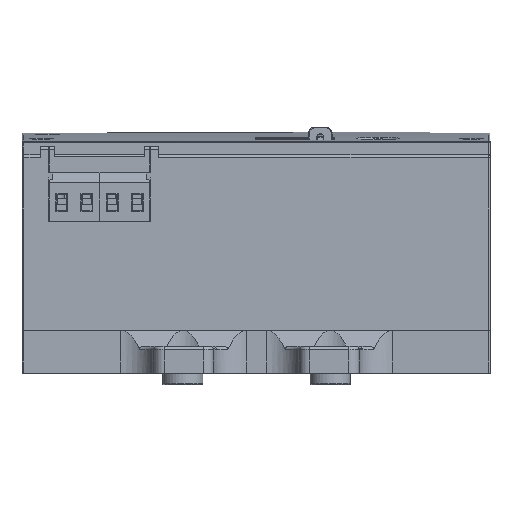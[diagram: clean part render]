
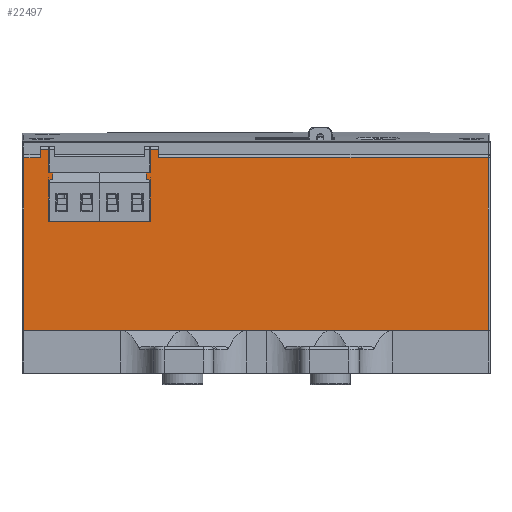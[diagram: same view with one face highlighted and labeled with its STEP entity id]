
A CAD part, front view. The second image highlights one B-rep face of the part: STEP entity #22497.
In plain terms, the highlighted planar face has unit normal (0, -1, 0).
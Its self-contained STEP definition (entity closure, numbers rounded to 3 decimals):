
#22497=ADVANCED_FACE('',(#26477),#25005,.F.);
#25005=PLANE('',#65580);
#26477=FACE_OUTER_BOUND('',#28986,.T.);
#28986=EDGE_LOOP('',(#33822,#33823,#33824,#33825,#33826,#33827,#33828,#33829,
#33830,#33831,#33832,#33833,#33834,#33835,#33836,#33837,#33838,#33839,#33840,
#33841));
#33822=ORIENTED_EDGE('',*,*,#51160,.T.);
#33823=ORIENTED_EDGE('',*,*,#51174,.T.);
#33824=ORIENTED_EDGE('',*,*,#51175,.F.);
#33825=ORIENTED_EDGE('',*,*,#51176,.T.);
#33826=ORIENTED_EDGE('',*,*,#51177,.F.);
#33827=ORIENTED_EDGE('',*,*,#51178,.F.);
#33828=ORIENTED_EDGE('',*,*,#51179,.F.);
#33829=ORIENTED_EDGE('',*,*,#51180,.T.);
#33830=ORIENTED_EDGE('',*,*,#50198,.F.);
#33831=ORIENTED_EDGE('',*,*,#50847,.T.);
#33832=ORIENTED_EDGE('',*,*,#50339,.F.);
#33833=ORIENTED_EDGE('',*,*,#51181,.T.);
#33834=ORIENTED_EDGE('',*,*,#51182,.T.);
#33835=ORIENTED_EDGE('',*,*,#51183,.T.);
#33836=ORIENTED_EDGE('',*,*,#51184,.F.);
#33837=ORIENTED_EDGE('',*,*,#51185,.T.);
#33838=ORIENTED_EDGE('',*,*,#51186,.T.);
#33839=ORIENTED_EDGE('',*,*,#51187,.T.);
#33840=ORIENTED_EDGE('',*,*,#51158,.T.);
#33841=ORIENTED_EDGE('',*,*,#51188,.F.);
#45586=VERTEX_POINT('',#84098);
#45587=VERTEX_POINT('',#84100);
#45710=VERTEX_POINT('',#84420);
#45712=VERTEX_POINT('',#84423);
#46368=VERTEX_POINT('',#86204);
#46370=VERTEX_POINT('',#86208);
#46371=VERTEX_POINT('',#86212);
#46372=VERTEX_POINT('',#86214);
#46382=VERTEX_POINT('',#86243);
#46383=VERTEX_POINT('',#86245);
#46384=VERTEX_POINT('',#86247);
#46385=VERTEX_POINT('',#86249);
#46386=VERTEX_POINT('',#86251);
#46387=VERTEX_POINT('',#86253);
#46388=VERTEX_POINT('',#86256);
#46389=VERTEX_POINT('',#86258);
#46390=VERTEX_POINT('',#86260);
#46391=VERTEX_POINT('',#86262);
#46392=VERTEX_POINT('',#86264);
#46393=VERTEX_POINT('',#86266);
#50198=EDGE_CURVE('',#45586,#45587,#56825,.T.);
#50339=EDGE_CURVE('',#45710,#45712,#56948,.T.);
#50847=EDGE_CURVE('',#45586,#45712,#57309,.T.);
#51158=EDGE_CURVE('',#46368,#46370,#57530,.T.);
#51160=EDGE_CURVE('',#46372,#46371,#57531,.T.);
#51174=EDGE_CURVE('',#46371,#46382,#57539,.T.);
#51175=EDGE_CURVE('',#46383,#46382,#57540,.T.);
#51176=EDGE_CURVE('',#46383,#46384,#57541,.T.);
#51177=EDGE_CURVE('',#46385,#46384,#57542,.T.);
#51178=EDGE_CURVE('',#46386,#46385,#57543,.T.);
#51179=EDGE_CURVE('',#46387,#46386,#57544,.T.);
#51180=EDGE_CURVE('',#46387,#45587,#57545,.T.);
#51181=EDGE_CURVE('',#45710,#46388,#57546,.T.);
#51182=EDGE_CURVE('',#46388,#46389,#57547,.T.);
#51183=EDGE_CURVE('',#46389,#46390,#57548,.T.);
#51184=EDGE_CURVE('',#46391,#46390,#57549,.T.);
#51185=EDGE_CURVE('',#46391,#46392,#57550,.T.);
#51186=EDGE_CURVE('',#46392,#46393,#57551,.T.);
#51187=EDGE_CURVE('',#46393,#46368,#57552,.T.);
#51188=EDGE_CURVE('',#46372,#46370,#57553,.T.);
#56825=LINE('',#84099,#60912);
#56948=LINE('',#84422,#61035);
#57309=LINE('',#85521,#61396);
#57530=LINE('',#86209,#61617);
#57531=LINE('',#86213,#61618);
#57539=LINE('',#86242,#61626);
#57540=LINE('',#86244,#61627);
#57541=LINE('',#86246,#61628);
#57542=LINE('',#86248,#61629);
#57543=LINE('',#86250,#61630);
#57544=LINE('',#86252,#61631);
#57545=LINE('',#86254,#61632);
#57546=LINE('',#86255,#61633);
#57547=LINE('',#86257,#61634);
#57548=LINE('',#86259,#61635);
#57549=LINE('',#86261,#61636);
#57550=LINE('',#86263,#61637);
#57551=LINE('',#86265,#61638);
#57552=LINE('',#86267,#61639);
#57553=LINE('',#86268,#61640);
#60912=VECTOR('',#70532,1.);
#61035=VECTOR('',#70729,1.);
#61396=VECTOR('',#71530,1.);
#61617=VECTOR('',#72029,1.);
#61618=VECTOR('',#72034,1.);
#61626=VECTOR('',#72064,1.);
#61627=VECTOR('',#72065,1.);
#61628=VECTOR('',#72066,1.);
#61629=VECTOR('',#72067,1.);
#61630=VECTOR('',#72068,1.);
#61631=VECTOR('',#72069,1.);
#61632=VECTOR('',#72070,1.);
#61633=VECTOR('',#72071,1.);
#61634=VECTOR('',#72072,1.);
#61635=VECTOR('',#72073,1.);
#61636=VECTOR('',#72074,1.);
#61637=VECTOR('',#72075,1.);
#61638=VECTOR('',#72076,1.);
#61639=VECTOR('',#72077,1.);
#61640=VECTOR('',#72078,1.);
#65580=AXIS2_PLACEMENT_3D('',#86269,#72079,#72080);
#70532=DIRECTION('',(0.,0.,1.));
#70729=DIRECTION('',(0.,0.,-1.));
#71530=DIRECTION('',(-1.,0.,0.));
#72029=DIRECTION('',(0.,0.,-1.));
#72034=DIRECTION('',(0.,0.,1.));
#72064=DIRECTION('',(-1.,0.,0.));
#72065=DIRECTION('',(0.,0.,-1.));
#72066=DIRECTION('',(-1.,0.,0.));
#72067=DIRECTION('',(0.,0.,1.));
#72068=DIRECTION('',(1.,0.,0.));
#72069=DIRECTION('',(0.,0.,1.));
#72070=DIRECTION('',(1.,0.,0.));
#72071=DIRECTION('',(1.,0.,0.));
#72072=DIRECTION('',(0.,0.,1.));
#72073=DIRECTION('',(-1.,0.,0.));
#72074=DIRECTION('',(0.,0.,-1.));
#72075=DIRECTION('',(-1.,0.,0.));
#72076=DIRECTION('',(0.,0.,-1.));
#72077=DIRECTION('',(-1.,0.,0.));
#72078=DIRECTION('',(-1.,0.,0.));
#72079=DIRECTION('',(0.,1.,0.));
#72080=DIRECTION('',(0.,0.,-1.));
#84098=CARTESIAN_POINT('',(1749.215,-83.883,232.));
#84099=CARTESIAN_POINT('',(1749.215,-83.883,201.6));
#84100=CARTESIAN_POINT('',(1749.215,-83.883,244.5));
#84420=CARTESIAN_POINT('',(1719.015,-83.883,244.5));
#84422=CARTESIAN_POINT('',(1719.015,-83.883,244.5));
#84423=CARTESIAN_POINT('',(1719.015,-83.883,232.));
#85521=CARTESIAN_POINT('',(1713.305,-83.883,232.));
#86204=CARTESIAN_POINT('',(1711.465,-83.883,251.));
#86208=CARTESIAN_POINT('',(1711.465,-83.883,199.5));
#86209=CARTESIAN_POINT('',(1711.465,-83.883,237.5));
#86212=CARTESIAN_POINT('',(1850.165,-83.883,251.));
#86213=CARTESIAN_POINT('',(1850.165,-83.883,237.5));
#86214=CARTESIAN_POINT('',(1850.165,-83.883,199.5));
#86242=CARTESIAN_POINT('',(1713.305,-83.883,251.));
#86243=CARTESIAN_POINT('',(1751.725,-83.883,251.));
#86244=CARTESIAN_POINT('',(1751.725,-83.883,254.5));
#86245=CARTESIAN_POINT('',(1751.725,-83.883,253.5));
#86246=CARTESIAN_POINT('',(1751.425,-83.883,253.5));
#86247=CARTESIAN_POINT('',(1749.225,-83.883,253.5));
#86248=CARTESIAN_POINT('',(1749.225,-83.883,247.6));
#86249=CARTESIAN_POINT('',(1749.225,-83.883,246.5));
#86250=CARTESIAN_POINT('',(1748.89,-83.883,246.5));
#86251=CARTESIAN_POINT('',(1748.115,-83.883,246.5));
#86252=CARTESIAN_POINT('',(1748.115,-83.883,244.65));
#86253=CARTESIAN_POINT('',(1748.115,-83.883,244.5));
#86254=CARTESIAN_POINT('',(1713.305,-83.883,244.5));
#86255=CARTESIAN_POINT('',(1713.305,-83.883,244.5));
#86256=CARTESIAN_POINT('',(1720.115,-83.883,244.5));
#86257=CARTESIAN_POINT('',(1720.115,-83.883,244.65));
#86258=CARTESIAN_POINT('',(1720.115,-83.883,246.5));
#86259=CARTESIAN_POINT('',(1719.34,-83.883,246.5));
#86260=CARTESIAN_POINT('',(1719.005,-83.883,246.5));
#86261=CARTESIAN_POINT('',(1719.005,-83.883,244.5));
#86262=CARTESIAN_POINT('',(1719.005,-83.883,253.5));
#86263=CARTESIAN_POINT('',(1718.705,-83.883,253.5));
#86264=CARTESIAN_POINT('',(1716.505,-83.883,253.5));
#86265=CARTESIAN_POINT('',(1716.505,-83.883,254.5));
#86266=CARTESIAN_POINT('',(1716.505,-83.883,251.));
#86267=CARTESIAN_POINT('',(1713.305,-83.883,251.));
#86268=CARTESIAN_POINT('',(1850.965,-83.883,199.5));
#86269=CARTESIAN_POINT('',(1713.305,-83.883,201.6));
